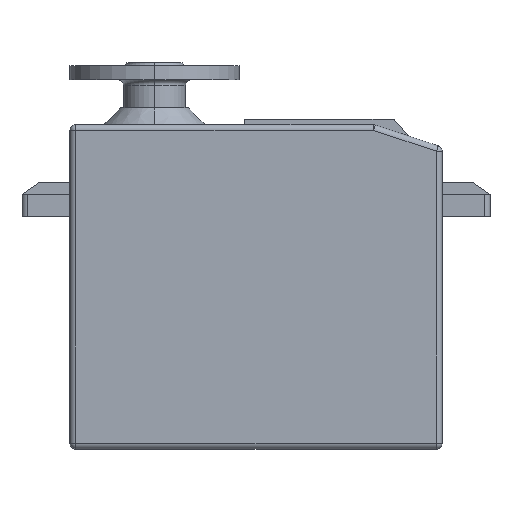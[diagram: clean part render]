
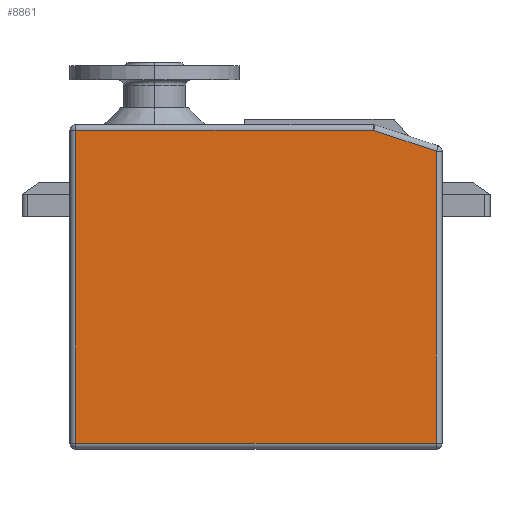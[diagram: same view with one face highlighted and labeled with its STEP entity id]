
A CAD part, top view. The second image highlights one B-rep face of the part: STEP entity #8861.
In plain terms, the highlighted planar face has unit normal (0, 0, 1).
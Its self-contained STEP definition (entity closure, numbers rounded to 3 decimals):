
#1923 = VECTOR ( 'NONE', #4754, 1000. ) ;
#1963 = VECTOR ( 'NONE', #4641, 1000. ) ;
#4641 = DIRECTION ( 'NONE',  ( 0., -1., 0. ) ) ;
#4645 = LINE ( 'NONE', #4672, #1963 ) ;
#4672 = CARTESIAN_POINT ( 'NONE',  ( -32., -28.75, 30. ) ) ;
#4754 = DIRECTION ( 'NONE',  ( -1., 0., 0. ) ) ;
#4762 = LINE ( 'NONE', #4793, #1923 ) ;
#4793 = CARTESIAN_POINT ( 'NONE',  ( -33., 27.75, 30. ) ) ;
#8483 = CARTESIAN_POINT ( 'NONE',  ( 32., 24.029, 30. ) ) ;
#8517 = CARTESIAN_POINT ( 'NONE',  ( -32., 27.75, 30. ) ) ;
#8518 = CARTESIAN_POINT ( 'NONE',  ( 20.838, 27.75, 30. ) ) ;
#8519 = CARTESIAN_POINT ( 'NONE',  ( -32., -27.75, 30. ) ) ;
#8551 = CARTESIAN_POINT ( 'NONE',  ( 32., -27.75, 30. ) ) ;
#8861 = ADVANCED_FACE ( 'NONE', ( #19339 ), #19359, .T. ) ;
#9209 = EDGE_CURVE ( 'NONE', #17829, #17796, #12919, .T. ) ;
#9224 = EDGE_CURVE ( 'NONE', #17796, #17801, #12965, .T. ) ;
#9232 = EDGE_CURVE ( 'NONE', #17813, #17829, #12994, .T. ) ;
#10706 = EDGE_LOOP ( 'NONE', ( #18130, #18124, #18167, #18175, #18152 ) ) ;
#12919 = LINE ( 'NONE', #12920, #14903 ) ;
#12920 = CARTESIAN_POINT ( 'NONE',  ( 32., 24.75, 30. ) ) ;
#12921 = DIRECTION ( 'NONE',  ( 0., 1., 0. ) ) ;
#12965 = LINE ( 'NONE', #12972, #14981 ) ;
#12972 = CARTESIAN_POINT ( 'NONE',  ( 20.684, 27.801, 30. ) ) ;
#12994 = LINE ( 'NONE', #12996, #14934 ) ;
#12996 = CARTESIAN_POINT ( 'NONE',  ( 33., -27.75, 30. ) ) ;
#13013 = DIRECTION ( 'NONE',  ( -0.949, 0.316, 0. ) ) ;
#13023 = DIRECTION ( 'NONE',  ( 1., 0., 0. ) ) ;
#14052 = EDGE_CURVE ( 'NONE', #17799, #17813, #4645, .T. ) ;
#14066 = EDGE_CURVE ( 'NONE', #17801, #17799, #4762, .T. ) ;
#14562 = AXIS2_PLACEMENT_3D ( 'NONE', #19352, #19372, #19343 ) ;
#14903 = VECTOR ( 'NONE', #12921, 1000. ) ;
#14934 = VECTOR ( 'NONE', #13023, 1000. ) ;
#14981 = VECTOR ( 'NONE', #13013, 1000. ) ;
#17796 = VERTEX_POINT ( 'NONE', #8483 ) ;
#17799 = VERTEX_POINT ( 'NONE', #8517 ) ;
#17801 = VERTEX_POINT ( 'NONE', #8518 ) ;
#17813 = VERTEX_POINT ( 'NONE', #8519 ) ;
#17829 = VERTEX_POINT ( 'NONE', #8551 ) ;
#18124 = ORIENTED_EDGE ( 'NONE', *, *, #9209, .T. ) ;
#18130 = ORIENTED_EDGE ( 'NONE', *, *, #9232, .T. ) ;
#18152 = ORIENTED_EDGE ( 'NONE', *, *, #14052, .T. ) ;
#18167 = ORIENTED_EDGE ( 'NONE', *, *, #9224, .T. ) ;
#18175 = ORIENTED_EDGE ( 'NONE', *, *, #14066, .T. ) ;
#19339 = FACE_OUTER_BOUND ( 'NONE', #10706, .T. ) ;
#19343 = DIRECTION ( 'NONE',  ( 1., 0., 0. ) ) ;
#19352 = CARTESIAN_POINT ( 'NONE',  ( -33., -28.75, 30. ) ) ;
#19359 = PLANE ( 'NONE',  #14562 ) ;
#19372 = DIRECTION ( 'NONE',  ( 0., 0., 1. ) ) ;
